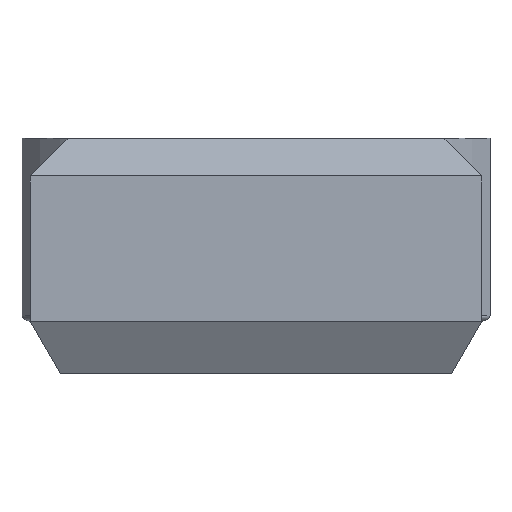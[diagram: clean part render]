
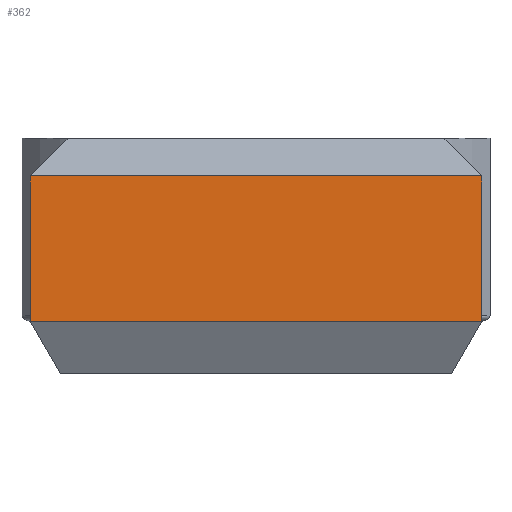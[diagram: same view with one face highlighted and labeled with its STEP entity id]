
A CAD part, front view. The second image highlights one B-rep face of the part: STEP entity #362.
In plain terms, the highlighted planar face has unit normal (0, -1, 0).
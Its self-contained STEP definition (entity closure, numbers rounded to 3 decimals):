
#26=PLANE('',#404);
#47=LINE('',#608,#85);
#54=LINE('',#624,#92);
#61=LINE('',#637,#99);
#62=LINE('',#639,#100);
#85=VECTOR('',#457,10.);
#92=VECTOR('',#470,10.);
#99=VECTOR('',#485,10.);
#100=VECTOR('',#488,10.);
#126=FACE_OUTER_BOUND('',#146,.T.);
#146=EDGE_LOOP('',(#330,#331,#332,#333));
#182=VERTEX_POINT('',#605);
#183=VERTEX_POINT('',#607);
#188=VERTEX_POINT('',#621);
#189=VERTEX_POINT('',#623);
#222=EDGE_CURVE('',#183,#182,#47,.F.);
#230=EDGE_CURVE('',#188,#189,#54,.T.);
#237=EDGE_CURVE('',#183,#188,#61,.T.);
#238=EDGE_CURVE('',#189,#182,#62,.T.);
#330=ORIENTED_EDGE('',*,*,#237,.F.);
#331=ORIENTED_EDGE('',*,*,#222,.T.);
#332=ORIENTED_EDGE('',*,*,#238,.F.);
#333=ORIENTED_EDGE('',*,*,#230,.F.);
#362=ADVANCED_FACE('',(#126),#26,.T.);
#404=AXIS2_PLACEMENT_3D('',#646,#496,#497);
#457=DIRECTION('',(0.,0.,1.));
#470=DIRECTION('',(0.,0.,-1.));
#485=DIRECTION('',(1.,0.,0.));
#488=DIRECTION('',(-1.,0.,0.));
#496=DIRECTION('center_axis',(0.,-1.,0.));
#497=DIRECTION('ref_axis',(0.,0.,-1.));
#605=CARTESIAN_POINT('',(-7.735,-16.963,6.));
#607=CARTESIAN_POINT('',(-7.735,-16.963,11.));
#608=CARTESIAN_POINT('',(-7.735,-16.963,10.));
#621=CARTESIAN_POINT('',(7.785,-16.963,11.));
#623=CARTESIAN_POINT('',(7.785,-16.963,6.));
#624=CARTESIAN_POINT('',(7.785,-16.963,7.5));
#637=CARTESIAN_POINT('',(-2.956,-16.963,11.));
#639=CARTESIAN_POINT('',(-2.956,-16.963,6.));
#646=CARTESIAN_POINT('Origin',(-5.937,-16.963,7.5));
